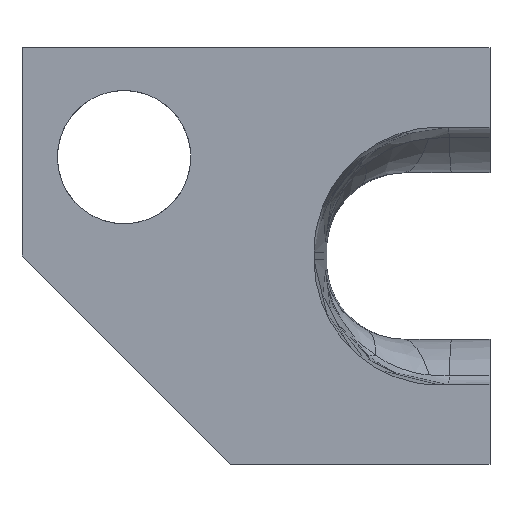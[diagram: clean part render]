
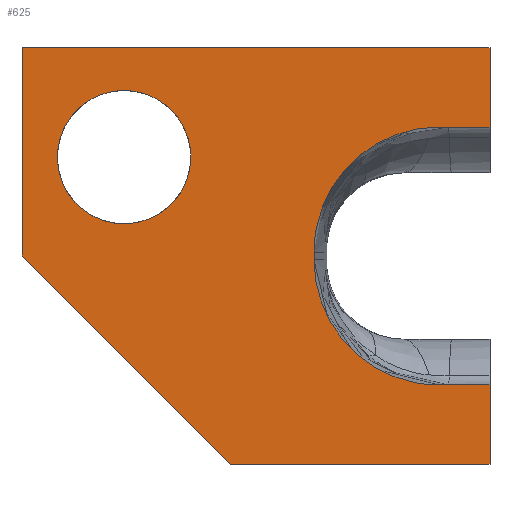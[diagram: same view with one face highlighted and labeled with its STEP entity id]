
A CAD part, front view. The second image highlights one B-rep face of the part: STEP entity #625.
In plain terms, the highlighted planar face has unit normal (-0.04, -0.999, 0).
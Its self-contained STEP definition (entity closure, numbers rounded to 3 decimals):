
#31=FACE_BOUND('',#118,.T.);
#81=FACE_OUTER_BOUND('',#117,.T.);
#117=EDGE_LOOP('',(#477,#478,#479,#480,#481,#482,#483,#484,#485,#486,#487));
#118=EDGE_LOOP('',(#488));
#149=ELLIPSE('',#682,1.601,1.6);
#150=ELLIPSE('',#685,3.,3.);
#151=ELLIPSE('',#686,3.,3.);
#179=LINE('',#1041,#230);
#184=LINE('',#1051,#235);
#187=LINE('',#1061,#238);
#190=LINE('',#1066,#241);
#191=LINE('',#1068,#242);
#192=LINE('',#1070,#243);
#193=LINE('',#1074,#244);
#194=LINE('',#1078,#245);
#195=LINE('',#1079,#246);
#230=VECTOR('',#768,10.);
#235=VECTOR('',#777,10.);
#238=VECTOR('',#788,10.);
#241=VECTOR('',#793,10.);
#242=VECTOR('',#794,10.);
#243=VECTOR('',#795,10.);
#244=VECTOR('',#798,10.);
#245=VECTOR('',#801,10.);
#246=VECTOR('',#802,10.);
#286=VERTEX_POINT('',#1038);
#287=VERTEX_POINT('',#1040);
#289=VERTEX_POINT('',#1048);
#290=VERTEX_POINT('',#1050);
#292=VERTEX_POINT('',#1056);
#293=VERTEX_POINT('',#1060);
#295=VERTEX_POINT('',#1067);
#296=VERTEX_POINT('',#1069);
#297=VERTEX_POINT('',#1071);
#298=VERTEX_POINT('',#1073);
#299=VERTEX_POINT('',#1075);
#300=VERTEX_POINT('',#1077);
#352=EDGE_CURVE('',#286,#287,#179,.T.);
#357=EDGE_CURVE('',#289,#290,#184,.T.);
#361=EDGE_CURVE('',#292,#292,#149,.T.);
#362=EDGE_CURVE('',#286,#293,#187,.T.);
#365=EDGE_CURVE('',#293,#290,#190,.F.);
#366=EDGE_CURVE('',#295,#289,#191,.T.);
#367=EDGE_CURVE('',#296,#295,#192,.T.);
#368=EDGE_CURVE('',#297,#296,#150,.T.);
#369=EDGE_CURVE('',#298,#297,#193,.T.);
#370=EDGE_CURVE('',#299,#298,#151,.T.);
#371=EDGE_CURVE('',#300,#299,#194,.T.);
#372=EDGE_CURVE('',#287,#300,#195,.T.);
#477=ORIENTED_EDGE('',*,*,#352,.F.);
#478=ORIENTED_EDGE('',*,*,#362,.T.);
#479=ORIENTED_EDGE('',*,*,#365,.T.);
#480=ORIENTED_EDGE('',*,*,#357,.F.);
#481=ORIENTED_EDGE('',*,*,#366,.F.);
#482=ORIENTED_EDGE('',*,*,#367,.F.);
#483=ORIENTED_EDGE('',*,*,#368,.F.);
#484=ORIENTED_EDGE('',*,*,#369,.F.);
#485=ORIENTED_EDGE('',*,*,#370,.F.);
#486=ORIENTED_EDGE('',*,*,#371,.F.);
#487=ORIENTED_EDGE('',*,*,#372,.F.);
#488=ORIENTED_EDGE('',*,*,#361,.T.);
#605=PLANE('',#684);
#625=ADVANCED_FACE('',(#81,#31),#605,.F.);
#682=AXIS2_PLACEMENT_3D('',#1058,#784,#785);
#684=AXIS2_PLACEMENT_3D('',#1065,#791,#792);
#685=AXIS2_PLACEMENT_3D('',#1072,#796,#797);
#686=AXIS2_PLACEMENT_3D('',#1076,#799,#800);
#768=DIRECTION('',(0.999,-0.04,0.));
#777=DIRECTION('',(-0.999,0.04,0.));
#784=DIRECTION('center_axis',(0.04,0.999,0.));
#785=DIRECTION('ref_axis',(-0.999,0.04,0.));
#788=DIRECTION('',(0.,0.,-1.));
#791=DIRECTION('center_axis',(0.04,0.999,0.));
#792=DIRECTION('ref_axis',(-0.999,0.04,0.));
#793=DIRECTION('',(-0.707,0.028,0.707));
#794=DIRECTION('',(0.,0.,-1.));
#795=DIRECTION('',(0.999,-0.04,0.));
#796=DIRECTION('center_axis',(-0.04,-0.999,0.));
#797=DIRECTION('ref_axis',(-0.999,0.04,0.));
#798=DIRECTION('',(0.,0.,-1.));
#799=DIRECTION('center_axis',(-0.04,-0.999,0.));
#800=DIRECTION('ref_axis',(-0.999,0.04,0.));
#801=DIRECTION('',(-0.999,0.04,0.));
#802=DIRECTION('',(0.,0.,-1.));
#1038=CARTESIAN_POINT('',(122.519,-59.794,2.289));
#1040=CARTESIAN_POINT('',(133.748,-60.238,2.289));
#1041=CARTESIAN_POINT('',(130.354,-60.104,2.289));
#1048=CARTESIAN_POINT('',(133.748,-60.238,-7.711));
#1050=CARTESIAN_POINT('',(127.519,-59.992,-7.711));
#1051=CARTESIAN_POINT('',(134.35,-60.262,-7.711));
#1056=CARTESIAN_POINT('',(126.569,-59.954,-0.339));
#1058=CARTESIAN_POINT('Origin',(124.969,-59.891,-0.339));
#1060=CARTESIAN_POINT('',(122.519,-59.794,-2.711));
#1061=CARTESIAN_POINT('',(122.519,-59.794,-3.961));
#1065=CARTESIAN_POINT('Origin',(133.748,-60.238,-7.711));
#1066=CARTESIAN_POINT('',(127.654,-59.997,-7.845));
#1067=CARTESIAN_POINT('',(133.748,-60.238,-5.806));
#1068=CARTESIAN_POINT('',(133.748,-60.238,-2.711));
#1069=CARTESIAN_POINT('',(132.524,-60.19,-5.806));
#1070=CARTESIAN_POINT('',(133.146,-60.214,-5.806));
#1071=CARTESIAN_POINT('',(129.526,-60.071,-2.806));
#1072=CARTESIAN_POINT('Origin',(132.524,-60.19,-2.806));
#1073=CARTESIAN_POINT('',(129.526,-60.071,-2.616));
#1074=CARTESIAN_POINT('',(129.526,-60.071,-5.163));
#1075=CARTESIAN_POINT('',(132.524,-60.19,0.384));
#1076=CARTESIAN_POINT('Origin',(132.524,-60.19,-2.616));
#1077=CARTESIAN_POINT('',(133.748,-60.238,0.384));
#1078=CARTESIAN_POINT('',(134.35,-60.262,0.384));
#1079=CARTESIAN_POINT('',(133.748,-60.238,-2.711));
